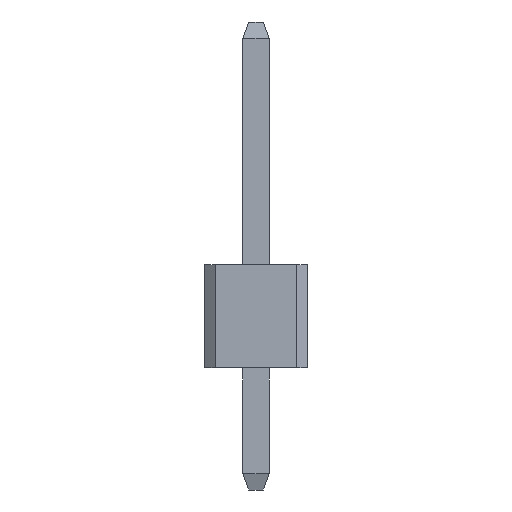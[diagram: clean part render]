
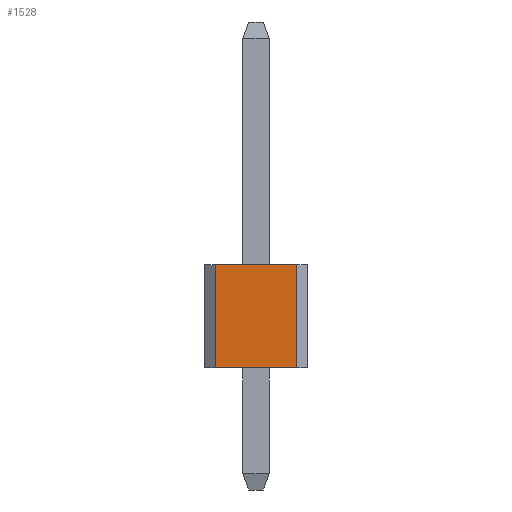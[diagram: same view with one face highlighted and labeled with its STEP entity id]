
A CAD part, front view. The second image highlights one B-rep face of the part: STEP entity #1528.
In plain terms, the highlighted planar face has unit normal (0, -1, 0).
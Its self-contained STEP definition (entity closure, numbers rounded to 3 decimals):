
#5 = EDGE_CURVE ( 'NONE', #111, #826, #1301, .T. ) ;
#8 = DIRECTION ( 'NONE',  ( 0., -1., 0. ) ) ;
#18 = LINE ( 'NONE', #649, #962 ) ;
#69 = CARTESIAN_POINT ( 'NONE',  ( 1., -1.27, 5.54 ) ) ;
#73 = EDGE_CURVE ( 'NONE', #1164, #826, #18, .T. ) ;
#111 = VERTEX_POINT ( 'NONE', #367 ) ;
#190 = ORIENTED_EDGE ( 'NONE', *, *, #5, .F. ) ;
#204 = DIRECTION ( 'NONE',  ( -1., 0., 0. ) ) ;
#236 = CARTESIAN_POINT ( 'NONE',  ( -1., -1.27, 3. ) ) ;
#249 = VECTOR ( 'NONE', #1016, 1000. ) ;
#261 = VERTEX_POINT ( 'NONE', #352 ) ;
#280 = DIRECTION ( 'NONE',  ( 0., 0., -1. ) ) ;
#352 = CARTESIAN_POINT ( 'NONE',  ( 1., -1.27, 5.54 ) ) ;
#361 = AXIS2_PLACEMENT_3D ( 'NONE', #531, #8, #280 ) ;
#367 = CARTESIAN_POINT ( 'NONE',  ( 1., -1.27, 3. ) ) ;
#397 = ORIENTED_EDGE ( 'NONE', *, *, #932, .T. ) ;
#404 = PLANE ( 'NONE',  #361 ) ;
#409 = VECTOR ( 'NONE', #1384, 1000. ) ;
#447 = CARTESIAN_POINT ( 'NONE',  ( -1., -1.27, 3. ) ) ;
#531 = CARTESIAN_POINT ( 'NONE',  ( -1., -1.27, 5.54 ) ) ;
#649 = CARTESIAN_POINT ( 'NONE',  ( -1., -1.27, 5.54 ) ) ;
#804 = CARTESIAN_POINT ( 'NONE',  ( -1., -1.27, 5.54 ) ) ;
#826 = VERTEX_POINT ( 'NONE', #236 ) ;
#898 = CARTESIAN_POINT ( 'NONE',  ( -1., -1.27, 5.54 ) ) ;
#925 = LINE ( 'NONE', #69, #249 ) ;
#932 = EDGE_CURVE ( 'NONE', #261, #1164, #1514, .T. ) ;
#962 = VECTOR ( 'NONE', #1226, 1000. ) ;
#963 = EDGE_LOOP ( 'NONE', ( #190, #1070, #397, #1396 ) ) ;
#1016 = DIRECTION ( 'NONE',  ( 0., 0., -1. ) ) ;
#1070 = ORIENTED_EDGE ( 'NONE', *, *, #1197, .F. ) ;
#1128 = VECTOR ( 'NONE', #204, 1000. ) ;
#1164 = VERTEX_POINT ( 'NONE', #898 ) ;
#1197 = EDGE_CURVE ( 'NONE', #261, #111, #925, .T. ) ;
#1226 = DIRECTION ( 'NONE',  ( 0., 0., -1. ) ) ;
#1245 = FACE_OUTER_BOUND ( 'NONE', #963, .T. ) ;
#1301 = LINE ( 'NONE', #447, #1128 ) ;
#1384 = DIRECTION ( 'NONE',  ( -1., 0., 0. ) ) ;
#1396 = ORIENTED_EDGE ( 'NONE', *, *, #73, .T. ) ;
#1514 = LINE ( 'NONE', #804, #409 ) ;
#1528 = ADVANCED_FACE ( 'NONE', ( #1245 ), #404, .T. ) ;
